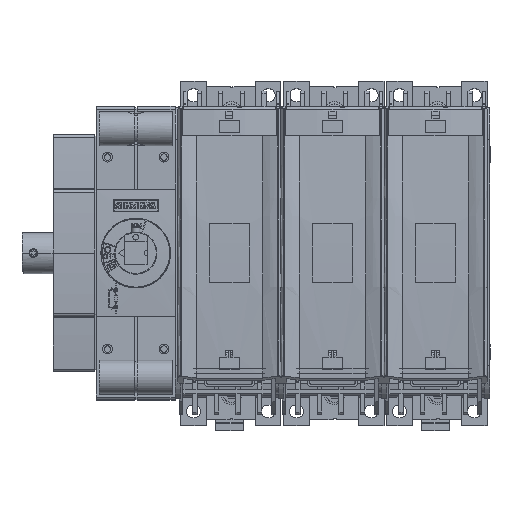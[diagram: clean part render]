
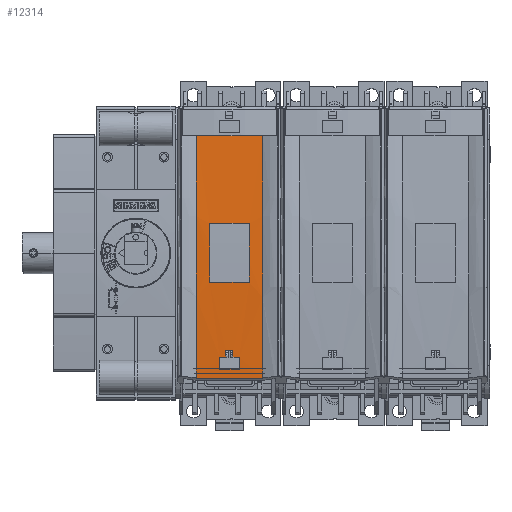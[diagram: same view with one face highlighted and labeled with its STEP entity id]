
A CAD part, top view. The second image highlights one B-rep face of the part: STEP entity #12314.
In plain terms, the highlighted cylindrical face has radius 598 mm (diameter 1196 mm), a partial arc.
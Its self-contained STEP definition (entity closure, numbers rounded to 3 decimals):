
#12314=ADVANCED_FACE('',(#26229,#26230,#26231),#26232,.T.);
#26229=FACE_BOUND('',#41634,.T.);
#26230=FACE_BOUND('',#41635,.T.);
#26231=FACE_OUTER_BOUND('',#41636,.T.);
#26232=CYLINDRICAL_SURFACE('',#41637,598.);
#41634=EDGE_LOOP('',(#81017,#81018,#81019,#81020));
#41635=EDGE_LOOP('',(#81021,#81022,#81023,#81024,#81025,#81026,#81027,#81028));
#41636=EDGE_LOOP('',(#81029,#81030,#81031,#81032));
#41637=AXIS2_PLACEMENT_3D('',#81033,#81034,#81035);
#81017=ORIENTED_EDGE('',*,*,#107488,.T.);
#81018=ORIENTED_EDGE('',*,*,#107485,.T.);
#81019=ORIENTED_EDGE('',*,*,#107482,.T.);
#81020=ORIENTED_EDGE('',*,*,#107478,.T.);
#81021=ORIENTED_EDGE('',*,*,#107475,.T.);
#81022=ORIENTED_EDGE('',*,*,#107472,.T.);
#81023=ORIENTED_EDGE('',*,*,#107469,.T.);
#81024=ORIENTED_EDGE('',*,*,#107466,.T.);
#81025=ORIENTED_EDGE('',*,*,#107463,.T.);
#81026=ORIENTED_EDGE('',*,*,#107460,.T.);
#81027=ORIENTED_EDGE('',*,*,#107456,.T.);
#81028=ORIENTED_EDGE('',*,*,#107452,.T.);
#81029=ORIENTED_EDGE('',*,*,#107493,.T.);
#81030=ORIENTED_EDGE('',*,*,#108497,.T.);
#81031=ORIENTED_EDGE('',*,*,#108499,.F.);
#81032=ORIENTED_EDGE('',*,*,#108500,.F.);
#81033=CARTESIAN_POINT('',(73.5,62.9,-469.3));
#81034=DIRECTION('',(1.0,0.0,-0.0));
#81035=DIRECTION('',(0.0,0.087,0.996));
#107452=EDGE_CURVE('',#133332,#133330,#133333,.T.);
#107456=EDGE_CURVE('',#133338,#133332,#133339,.T.);
#107460=EDGE_CURVE('',#133343,#133338,#133344,.T.);
#107463=EDGE_CURVE('',#133347,#133343,#133348,.T.);
#107466=EDGE_CURVE('',#133351,#133347,#133352,.T.);
#107469=EDGE_CURVE('',#133355,#133351,#133356,.T.);
#107472=EDGE_CURVE('',#133359,#133355,#133360,.T.);
#107475=EDGE_CURVE('',#133330,#133359,#133363,.T.);
#107478=EDGE_CURVE('',#133366,#133367,#133368,.T.);
#107482=EDGE_CURVE('',#133372,#133366,#133373,.T.);
#107485=EDGE_CURVE('',#133376,#133372,#133377,.T.);
#107488=EDGE_CURVE('',#133367,#133376,#133380,.T.);
#107493=EDGE_CURVE('',#133383,#133387,#133389,.T.);
#108497=EDGE_CURVE('',#133387,#134813,#134815,.T.);
#108499=EDGE_CURVE('',#134817,#134813,#134818,.T.);
#108500=EDGE_CURVE('',#133383,#134817,#134819,.T.);
#133330=VERTEX_POINT('',#171375);
#133332=VERTEX_POINT('',#171378);
#133333=LINE('',#171379,#171380);
#133338=VERTEX_POINT('',#171387);
#133339=CIRCLE('',#171388,598.);
#133343=VERTEX_POINT('',#171393);
#133344=LINE('',#171394,#171395);
#133347=VERTEX_POINT('',#171399);
#133348=CIRCLE('',#171400,598.);
#133351=VERTEX_POINT('',#171404);
#133352=LINE('',#171405,#171406);
#133355=VERTEX_POINT('',#171410);
#133356=CIRCLE('',#171411,598.);
#133359=VERTEX_POINT('',#171415);
#133360=LINE('',#171416,#171417);
#133363=CIRCLE('',#171421,598.);
#133366=VERTEX_POINT('',#171424);
#133367=VERTEX_POINT('',#171425);
#133368=LINE('',#171426,#171427);
#133372=VERTEX_POINT('',#171433);
#133373=CIRCLE('',#171434,598.);
#133376=VERTEX_POINT('',#171438);
#133377=LINE('',#171439,#171440);
#133380=CIRCLE('',#171444,598.);
#133383=VERTEX_POINT('',#171447);
#133387=VERTEX_POINT('',#171454);
#133389=LINE('',#171459,#171460);
#134813=VERTEX_POINT('',#174772);
#134815=CIRCLE('',#174781,598.);
#134817=VERTEX_POINT('',#174783);
#134818=LINE('',#174784,#174785);
#134819=CIRCLE('',#174786,598.);
#171375=CARTESIAN_POINT('',(74.75,28.4,127.704));
#171378=CARTESIAN_POINT('',(72.25,28.4,127.704));
#171379=CARTESIAN_POINT('',(73.5,28.4,127.704));
#171380=VECTOR('',#199838,1.0);
#171387=CARTESIAN_POINT('',(72.25,25.9,127.554));
#171388=AXIS2_PLACEMENT_3D('',#199841,#199842,#199843);
#171393=CARTESIAN_POINT('',(70.0,25.9,127.554));
#171394=CARTESIAN_POINT('',(71.125,25.9,127.554));
#171395=VECTOR('',#199848,1.0);
#171399=CARTESIAN_POINT('',(70.0,21.6,127.272));
#171400=AXIS2_PLACEMENT_3D('',#199850,#199851,#199852);
#171404=CARTESIAN_POINT('',(77.0,21.6,127.272));
#171405=CARTESIAN_POINT('',(73.5,21.6,127.272));
#171406=VECTOR('',#199854,1.0);
#171410=CARTESIAN_POINT('',(77.0,25.9,127.554));
#171411=AXIS2_PLACEMENT_3D('',#199856,#199857,#199858);
#171415=CARTESIAN_POINT('',(74.75,25.9,127.554));
#171416=CARTESIAN_POINT('',(75.875,25.9,127.554));
#171417=VECTOR('',#199860,1.0);
#171421=AXIS2_PLACEMENT_3D('',#199862,#199863,#199864);
#171424=CARTESIAN_POINT('',(80.5,52.463,128.609));
#171425=CARTESIAN_POINT('',(66.5,52.463,128.609));
#171426=CARTESIAN_POINT('',(73.5,52.463,128.609));
#171427=VECTOR('',#199868,1.0);
#171433=CARTESIAN_POINT('',(80.5,73.336,128.609));
#171434=AXIS2_PLACEMENT_3D('',#199871,#199872,#199873);
#171438=CARTESIAN_POINT('',(66.5,73.336,128.609));
#171439=CARTESIAN_POINT('',(73.5,73.336,128.609));
#171440=VECTOR('',#199875,1.0);
#171444=AXIS2_PLACEMENT_3D('',#199877,#199878,#199879);
#171447=CARTESIAN_POINT('',(85.25,104.413,127.257));
#171454=CARTESIAN_POINT('',(61.75,104.413,127.257));
#171459=CARTESIAN_POINT('',(73.5,104.413,127.257));
#171460=VECTOR('',#199883,598.);
#174772=CARTESIAN_POINT('',(61.75,18.489,127.049));
#174781=AXIS2_PLACEMENT_3D('',#200624,#200625,#200626);
#174783=CARTESIAN_POINT('',(85.25,18.489,127.049));
#174784=CARTESIAN_POINT('',(73.5,18.489,127.049));
#174785=VECTOR('',#200627,1.0);
#174786=AXIS2_PLACEMENT_3D('',#200628,#200629,#200630);
#199838=DIRECTION('',(1.0,0.0,0.0));
#199841=CARTESIAN_POINT('',(72.25,62.9,-469.3));
#199842=DIRECTION('',(-1.0,0.0,0.0));
#199843=DIRECTION('',(0.0,0.087,0.996));
#199848=DIRECTION('',(1.0,0.0,0.0));
#199850=CARTESIAN_POINT('',(70.0,62.9,-469.3));
#199851=DIRECTION('',(-1.0,0.0,0.0));
#199852=DIRECTION('',(0.0,0.087,0.996));
#199854=DIRECTION('',(-1.0,-0.0,-0.0));
#199856=CARTESIAN_POINT('',(77.0,62.9,-469.3));
#199857=DIRECTION('',(1.0,0.0,-0.0));
#199858=DIRECTION('',(0.0,0.087,0.996));
#199860=DIRECTION('',(1.0,0.0,0.0));
#199862=CARTESIAN_POINT('',(74.75,62.9,-469.3));
#199863=DIRECTION('',(1.0,0.0,-0.0));
#199864=DIRECTION('',(0.0,0.087,0.996));
#199868=DIRECTION('',(-1.0,-0.0,-0.0));
#199871=CARTESIAN_POINT('',(80.5,62.9,-469.3));
#199872=DIRECTION('',(1.0,0.0,-0.0));
#199873=DIRECTION('',(0.0,0.087,0.996));
#199875=DIRECTION('',(1.0,0.0,0.0));
#199877=CARTESIAN_POINT('',(66.5,62.9,-469.3));
#199878=DIRECTION('',(-1.0,0.0,0.0));
#199879=DIRECTION('',(0.0,0.087,0.996));
#199883=DIRECTION('',(-1.0,-0.0,-0.0));
#200624=CARTESIAN_POINT('',(61.75,62.9,-469.3));
#200625=DIRECTION('',(1.0,0.0,-0.0));
#200626=DIRECTION('',(0.0,0.087,0.996));
#200627=DIRECTION('',(-1.0,-0.0,-0.0));
#200628=CARTESIAN_POINT('',(85.25,62.9,-469.3));
#200629=DIRECTION('',(1.0,0.0,-0.0));
#200630=DIRECTION('',(0.0,0.087,0.996));
